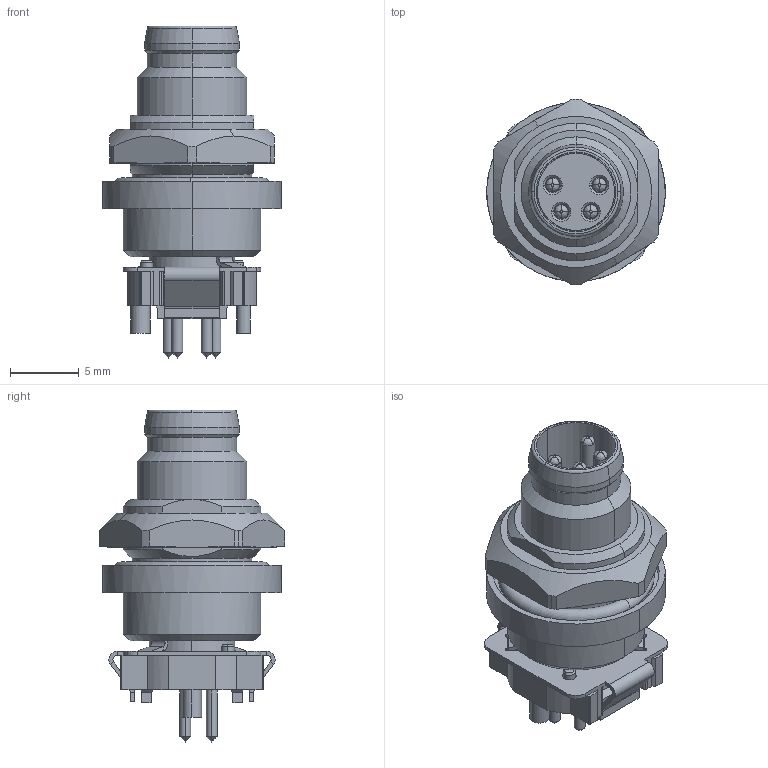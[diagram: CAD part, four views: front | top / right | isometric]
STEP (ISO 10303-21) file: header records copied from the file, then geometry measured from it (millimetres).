
FILE_DESCRIPTION(('CATIA V5R24 STEP','CAx-IF Rec.Pracs.--- Model Styling and Organization---1.2---2011-12-15'),'2;1');
FILE_NAME ('D1461870_0_2423220000_2423220000.stp','2017-05-17T06:39:06+00:00',('none'),('Weidmueller'),'CATIA Version 5-6 Release 2014 SP4 HF52','CATIA V5 STEP AP214','none');
FILE_SCHEMA(('AUTOMOTIVE_DESIGN { 1 0 10303 214 1 1 1 1 }'));
Length unit declared in the file: millimetre
Products named in the file (1): v5-standard_part
Bounding box: 12.99 x 13.5 x 24.15 mm (x, y, z)
Volume: 1333.1 mm3; surface area: 2138.5 mm2
Topology: 1 solids, 2 shells, 457 faces, 1147 edges, 714 vertices
Faces by surface type: plane 189, cylinder 182, cone 42, bspline 30, torus 14
Entity records: 15193 total; most frequent: CARTESIAN_POINT 4445, ORIENTED_EDGE 2278, DIRECTION 1761, EDGE_CURVE 1139, AXIS2_PLACEMENT_3D 751, VERTEX_POINT 714, VECTOR 583, LINE 583
